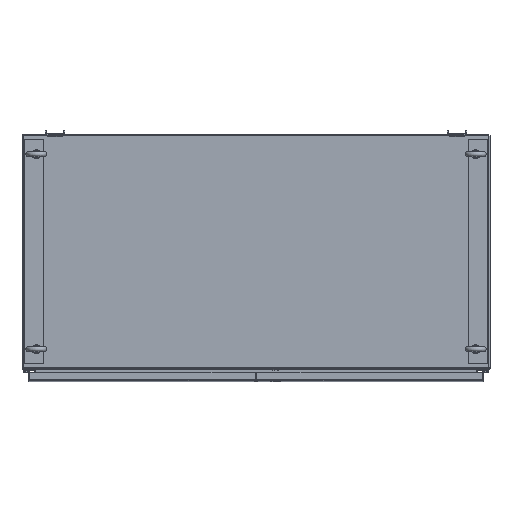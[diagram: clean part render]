
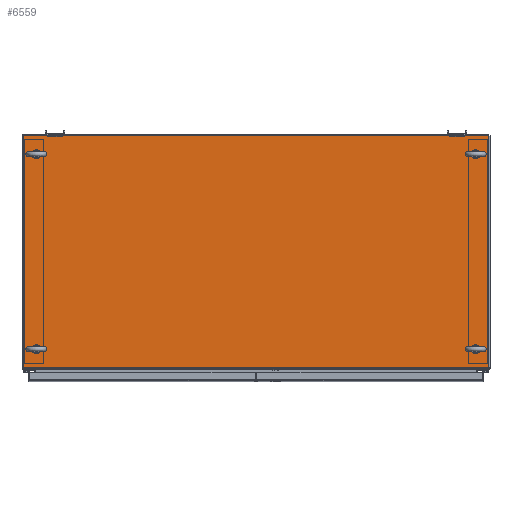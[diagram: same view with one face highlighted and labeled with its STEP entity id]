
A CAD part, top view. The second image highlights one B-rep face of the part: STEP entity #6559.
In plain terms, the highlighted planar face has unit normal (0, 0, 1).
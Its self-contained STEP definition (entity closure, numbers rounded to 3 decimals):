
#6559 = ADVANCED_FACE( '', ( #14024, #14025, #14026, #14027, #14028 ), #14029, .T. );
#14024 = FACE_BOUND( '', #25778, .T. );
#14025 = FACE_BOUND( '', #25779, .T. );
#14026 = FACE_BOUND( '', #25780, .T. );
#14027 = FACE_BOUND( '', #25781, .T. );
#14028 = FACE_OUTER_BOUND( '', #25782, .T. );
#14029 = PLANE( '', #25783 );
#25778 = EDGE_LOOP( '', ( #47173 ) );
#25779 = EDGE_LOOP( '', ( #47174 ) );
#25780 = EDGE_LOOP( '', ( #47175 ) );
#25781 = EDGE_LOOP( '', ( #47176 ) );
#25782 = EDGE_LOOP( '', ( #47177, #47178, #47179, #47180 ) );
#25783 = AXIS2_PLACEMENT_3D( '', #47181, #47182, #47183 );
#47173 = ORIENTED_EDGE( '', *, *, #61814, .T. );
#47174 = ORIENTED_EDGE( '', *, *, #66428, .T. );
#47175 = ORIENTED_EDGE( '', *, *, #63992, .T. );
#47176 = ORIENTED_EDGE( '', *, *, #66429, .T. );
#47177 = ORIENTED_EDGE( '', *, *, #66333, .T. );
#47178 = ORIENTED_EDGE( '', *, *, #63871, .T. );
#47179 = ORIENTED_EDGE( '', *, *, #60954, .T. );
#47180 = ORIENTED_EDGE( '', *, *, #64115, .T. );
#47181 = CARTESIAN_POINT( '', ( 0., 0., 0. ) );
#47182 = DIRECTION( '', ( 0., 0., 1. ) );
#47183 = DIRECTION( '', ( 1., 0., 0. ) );
#60954 = EDGE_CURVE( '', #70272, #70273, #70274, .T. );
#61814 = EDGE_CURVE( '', #71783, #71783, #71784, .T. );
#63871 = EDGE_CURVE( '', #75094, #70272, #75095, .T. );
#63992 = EDGE_CURVE( '', #75281, #75281, #75282, .T. );
#64115 = EDGE_CURVE( '', #70273, #75463, #75464, .T. );
#66333 = EDGE_CURVE( '', #75463, #75094, #78664, .T. );
#66428 = EDGE_CURVE( '', #78794, #78794, #78795, .T. );
#66429 = EDGE_CURVE( '', #78796, #78796, #78797, .T. );
#70272 = VERTEX_POINT( '', #85406 );
#70273 = VERTEX_POINT( '', #85407 );
#70274 = LINE( '', #85408, #85409 );
#71783 = VERTEX_POINT( '', #89874 );
#71784 = CIRCLE( '', #89875, 7.938 );
#75094 = VERTEX_POINT( '', #99096 );
#75095 = LINE( '', #99097, #99098 );
#75281 = VERTEX_POINT( '', #99632 );
#75282 = CIRCLE( '', #99633, 7.938 );
#75463 = VERTEX_POINT( '', #100210 );
#75464 = LINE( '', #100211, #100212 );
#78664 = LINE( '', #109310, #109311 );
#78794 = VERTEX_POINT( '', #109784 );
#78795 = CIRCLE( '', #109785, 7.938 );
#78796 = VERTEX_POINT( '', #109786 );
#78797 = CIRCLE( '', #109787, 7.938 );
#85406 = CARTESIAN_POINT( '', ( 606.933, -299.987, 0. ) );
#85407 = CARTESIAN_POINT( '', ( 606.933, 303.467, 0. ) );
#85408 = CARTESIAN_POINT( '', ( 606.933, -303.467, 0. ) );
#85409 = VECTOR( '', #117704, 1000. );
#89874 = CARTESIAN_POINT( '', ( -564.325, -252.667, 0. ) );
#89875 = AXIS2_PLACEMENT_3D( '', #118205, #118206, #118207 );
#99096 = CARTESIAN_POINT( '', ( -606.933, -299.987, 0. ) );
#99097 = CARTESIAN_POINT( '', ( -606.933, -299.987, 0. ) );
#99098 = VECTOR( '', #119387, 1000. );
#99632 = CARTESIAN_POINT( '', ( 580.2, 255.334, 0. ) );
#99633 = AXIS2_PLACEMENT_3D( '', #119450, #119451, #119452 );
#100210 = CARTESIAN_POINT( '', ( -606.933, 303.467, 0. ) );
#100211 = CARTESIAN_POINT( '', ( 606.933, 303.467, 0. ) );
#100212 = VECTOR( '', #119520, 1000. );
#109310 = CARTESIAN_POINT( '', ( -606.933, 303.467, 0. ) );
#109311 = VECTOR( '', #120694, 1000. );
#109784 = CARTESIAN_POINT( '', ( 580.2, -252.667, 0. ) );
#109785 = AXIS2_PLACEMENT_3D( '', #120744, #120745, #120746 );
#109786 = CARTESIAN_POINT( '', ( -564.325, 255.334, 0. ) );
#109787 = AXIS2_PLACEMENT_3D( '', #120747, #120748, #120749 );
#117704 = DIRECTION( '', ( 0., 1., 0. ) );
#118205 = CARTESIAN_POINT( '', ( -572.262, -252.667, 0. ) );
#118206 = DIRECTION( '', ( 0., 0., -1. ) );
#118207 = DIRECTION( '', ( 1., 0., 0. ) );
#119387 = DIRECTION( '', ( 1., 0., 0. ) );
#119450 = CARTESIAN_POINT( '', ( 572.262, 255.334, 0. ) );
#119451 = DIRECTION( '', ( 0., 0., -1. ) );
#119452 = DIRECTION( '', ( 1., 0., 0. ) );
#119520 = DIRECTION( '', ( -1., 0., 0. ) );
#120694 = DIRECTION( '', ( 0., -1., 0. ) );
#120744 = CARTESIAN_POINT( '', ( 572.262, -252.667, 0. ) );
#120745 = DIRECTION( '', ( 0., 0., -1. ) );
#120746 = DIRECTION( '', ( 1., 0., 0. ) );
#120747 = CARTESIAN_POINT( '', ( -572.262, 255.334, 0. ) );
#120748 = DIRECTION( '', ( 0., 0., -1. ) );
#120749 = DIRECTION( '', ( 1., 0., 0. ) );
